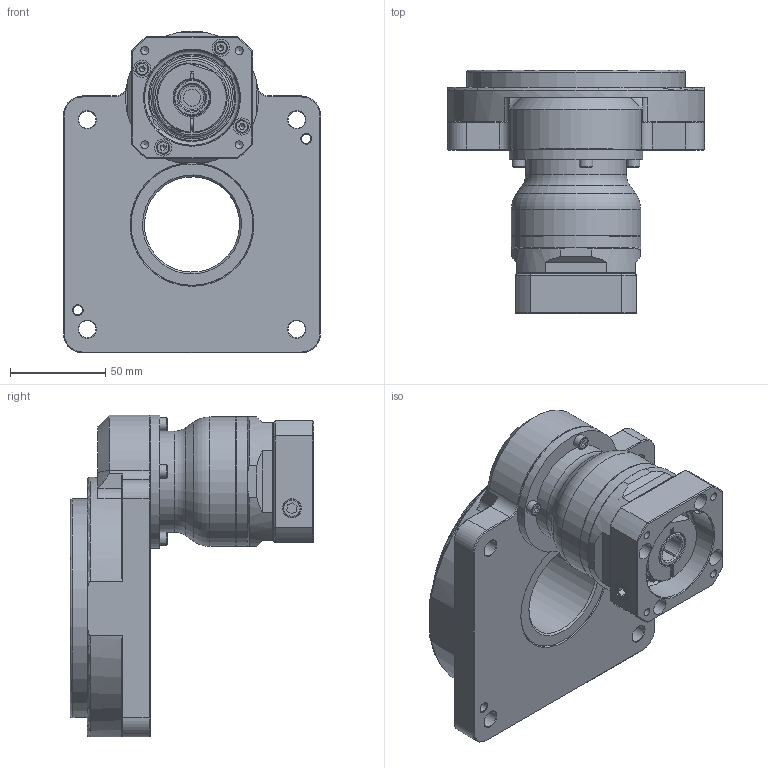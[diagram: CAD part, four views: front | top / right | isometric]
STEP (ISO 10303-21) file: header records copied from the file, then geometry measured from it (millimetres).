
FILE_DESCRIPTION((''),'2;1');
FILE_NAME('KGT-135C-2 (S14).stp','2015-09-18T13:47:47',('young'),(''),'Autodesk Inventor 2012','Autodesk Inventor 2012','');
FILE_SCHEMA(('CONFIG_CONTROL_DESIGN'));
Length unit declared in the file: millimetre
Products named in the file (1): KGT-135C-2 (S14)
Bounding box: 135 x 128 x 169.1 mm (x, y, z)
Volume: 547585 mm3; surface area: 206358 mm2
Topology: 22 solids, 22 shells, 675 faces, 1539 edges, 956 vertices
Faces by surface type: plane 306, cylinder 171, cone 169, torus 27, bspline 2
Full cylindrical faces by diameter (mm): 2.459 x4, 3.3 x8, 4 x8, 4.2 x21, 4.5 x8, 5 x5, 5.5 x5, 7 x8, 8 x4, 8.5 x1, 9 x8, 9.3 x1, 9.5 x2, 14.2 x1, 15.7 x1, 16.9 x2, 19.3 x1, 19.8 x1, 25 x1, 26 x1, 29 x1, 30 x1, 33 x1, 34.6 x1, 35 x3, 37 x1, 42 x2, 45 x1, 47 x1, 50 x4
Entity records: 17666 total; most frequent: CARTESIAN_POINT 3560, DIRECTION 3061, ORIENTED_EDGE 2382, AXIS2_PLACEMENT_3D 1282, EDGE_CURVE 1191, EDGE_LOOP 1061, VERTEX_POINT 876, FACE_OUTER_BOUND 675
